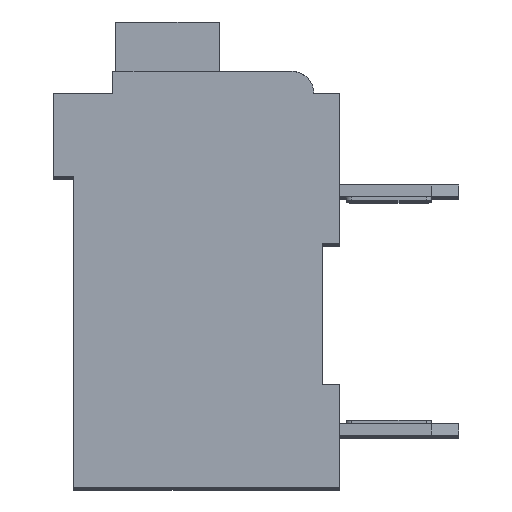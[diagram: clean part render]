
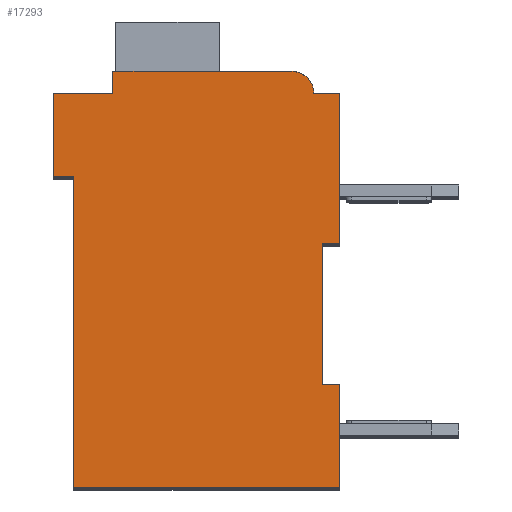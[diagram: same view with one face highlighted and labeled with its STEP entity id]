
A CAD part, top view. The second image highlights one B-rep face of the part: STEP entity #17293.
In plain terms, the highlighted planar face has unit normal (0, 0, 1).
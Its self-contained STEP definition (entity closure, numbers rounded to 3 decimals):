
#5350=DIRECTION('',(1.,0.,0.));
#5351=VECTOR('',#5350,0.5);
#5352=CARTESIAN_POINT('',(7.3,7.15,2.1));
#5353=LINE('',#5352,#5351);
#5354=DIRECTION('',(0.,1.,0.));
#5355=VECTOR('',#5354,4.15);
#5356=CARTESIAN_POINT('',(7.3,3.,2.1));
#5357=LINE('',#5356,#5355);
#5358=DIRECTION('',(-1.,0.,0.));
#5359=VECTOR('',#5358,0.5);
#5360=CARTESIAN_POINT('',(7.8,3.,2.1));
#5361=LINE('',#5360,#5359);
#5362=DIRECTION('',(0.,1.,0.));
#5363=VECTOR('',#5362,3.);
#5364=CARTESIAN_POINT('',(7.8,0.,2.1));
#5365=LINE('',#5364,#5363);
#5366=DIRECTION('',(1.,0.,0.));
#5367=VECTOR('',#5366,7.8);
#5368=CARTESIAN_POINT('',(0.,0.,2.1));
#5369=LINE('',#5368,#5367);
#5370=DIRECTION('',(0.,-1.,0.));
#5371=VECTOR('',#5370,9.1);
#5372=CARTESIAN_POINT('',(0.,9.1,2.1));
#5373=LINE('',#5372,#5371);
#5374=DIRECTION('',(1.,0.,0.));
#5375=VECTOR('',#5374,0.6);
#5376=CARTESIAN_POINT('',(-0.6,9.1,2.1));
#5377=LINE('',#5376,#5375);
#5378=DIRECTION('',(0.,-1.,0.));
#5379=VECTOR('',#5378,2.45);
#5380=CARTESIAN_POINT('',(-0.6,11.55,2.1));
#5381=LINE('',#5380,#5379);
#5382=DIRECTION('',(-1.,0.,0.));
#5383=VECTOR('',#5382,1.75);
#5384=CARTESIAN_POINT('',(1.15,11.55,2.1));
#5385=LINE('',#5384,#5383);
#5386=DIRECTION('',(0.,-1.,0.));
#5387=VECTOR('',#5386,0.65);
#5388=CARTESIAN_POINT('',(1.15,12.2,2.1));
#5389=LINE('',#5388,#5387);
#5390=DIRECTION('',(-1.,0.,0.));
#5391=VECTOR('',#5390,5.25);
#5392=CARTESIAN_POINT('',(6.4,12.2,2.1));
#5393=LINE('',#5392,#5391);
#5394=CARTESIAN_POINT('',(6.4,11.55,2.1));
#5395=DIRECTION('',(0.,0.,1.));
#5396=DIRECTION('',(1.,0.,0.));
#5397=AXIS2_PLACEMENT_3D('',#5394,#5395,#5396);
#5399=DIRECTION('',(-1.,0.,0.));
#5400=VECTOR('',#5399,0.75);
#5401=CARTESIAN_POINT('',(7.8,11.55,2.1));
#5402=LINE('',#5401,#5400);
#5403=DIRECTION('',(0.,1.,0.));
#5404=VECTOR('',#5403,4.4);
#5405=CARTESIAN_POINT('',(7.8,7.15,2.1));
#5406=LINE('',#5405,#5404);
#8343=CARTESIAN_POINT('',(7.3,7.15,2.1));
#8344=CARTESIAN_POINT('',(7.8,7.15,2.1));
#8345=VERTEX_POINT('',#8343);
#8346=VERTEX_POINT('',#8344);
#8347=CARTESIAN_POINT('',(7.8,11.55,2.1));
#8348=VERTEX_POINT('',#8347);
#8349=CARTESIAN_POINT('',(7.05,11.55,2.1));
#8350=VERTEX_POINT('',#8349);
#8351=CARTESIAN_POINT('',(6.4,12.2,2.1));
#8352=VERTEX_POINT('',#8351);
#8353=CARTESIAN_POINT('',(1.15,12.2,2.1));
#8354=VERTEX_POINT('',#8353);
#8355=CARTESIAN_POINT('',(1.15,11.55,2.1));
#8356=VERTEX_POINT('',#8355);
#8357=CARTESIAN_POINT('',(-0.6,11.55,2.1));
#8358=VERTEX_POINT('',#8357);
#8359=CARTESIAN_POINT('',(-0.6,9.1,2.1));
#8360=VERTEX_POINT('',#8359);
#8361=CARTESIAN_POINT('',(0.,9.1,2.1));
#8362=VERTEX_POINT('',#8361);
#8363=CARTESIAN_POINT('',(0.,0.,2.1));
#8364=VERTEX_POINT('',#8363);
#8365=CARTESIAN_POINT('',(7.8,0.,2.1));
#8366=VERTEX_POINT('',#8365);
#8367=CARTESIAN_POINT('',(7.8,3.,2.1));
#8368=VERTEX_POINT('',#8367);
#8369=CARTESIAN_POINT('',(7.3,3.,2.1));
#8370=VERTEX_POINT('',#8369);
#17272=CARTESIAN_POINT('',(0.,0.,2.1));
#17273=DIRECTION('',(0.,0.,1.));
#17274=DIRECTION('',(1.,0.,0.));
#17275=AXIS2_PLACEMENT_3D('',#17272,#17273,#17274);
#17276=PLANE('',#17275);
#17277=ORIENTED_EDGE('',*,*,#10984,.F.);
#17278=ORIENTED_EDGE('',*,*,#11418,.F.);
#17279=ORIENTED_EDGE('',*,*,#14402,.F.);
#17280=ORIENTED_EDGE('',*,*,#14607,.F.);
#17281=ORIENTED_EDGE('',*,*,#14852,.F.);
#17282=ORIENTED_EDGE('',*,*,#15202,.F.);
#17283=ORIENTED_EDGE('',*,*,#15324,.F.);
#17284=ORIENTED_EDGE('',*,*,#15565,.F.);
#17285=ORIENTED_EDGE('',*,*,#15853,.F.);
#17286=ORIENTED_EDGE('',*,*,#16282,.F.);
#17287=ORIENTED_EDGE('',*,*,#16612,.F.);
#17288=ORIENTED_EDGE('',*,*,#15904,.F.);
#17289=ORIENTED_EDGE('',*,*,#16153,.F.);
#17290=ORIENTED_EDGE('',*,*,#11313,.F.);
#17291=EDGE_LOOP('',(#17277,#17278,#17279,#17280,#17281,#17282,#17283,#17284,
#17285,#17286,#17287,#17288,#17289,#17290));
#17292=FACE_OUTER_BOUND('',#17291,.F.);
#5398=CIRCLE('',#5397,0.65);
#10984=EDGE_CURVE('',#8345,#8346,#5353,.T.);
#11313=EDGE_CURVE('',#8346,#8348,#5406,.T.);
#11418=EDGE_CURVE('',#8370,#8345,#5357,.T.);
#14402=EDGE_CURVE('',#8368,#8370,#5361,.T.);
#14607=EDGE_CURVE('',#8366,#8368,#5365,.T.);
#14852=EDGE_CURVE('',#8364,#8366,#5369,.T.);
#15202=EDGE_CURVE('',#8362,#8364,#5373,.T.);
#15324=EDGE_CURVE('',#8360,#8362,#5377,.T.);
#15565=EDGE_CURVE('',#8358,#8360,#5381,.T.);
#15853=EDGE_CURVE('',#8356,#8358,#5385,.T.);
#15904=EDGE_CURVE('',#8350,#8352,#5398,.T.);
#16153=EDGE_CURVE('',#8348,#8350,#5402,.T.);
#16282=EDGE_CURVE('',#8354,#8356,#5389,.T.);
#16612=EDGE_CURVE('',#8352,#8354,#5393,.T.);
#17293=ADVANCED_FACE('',(#17292),#17276,.T.);
